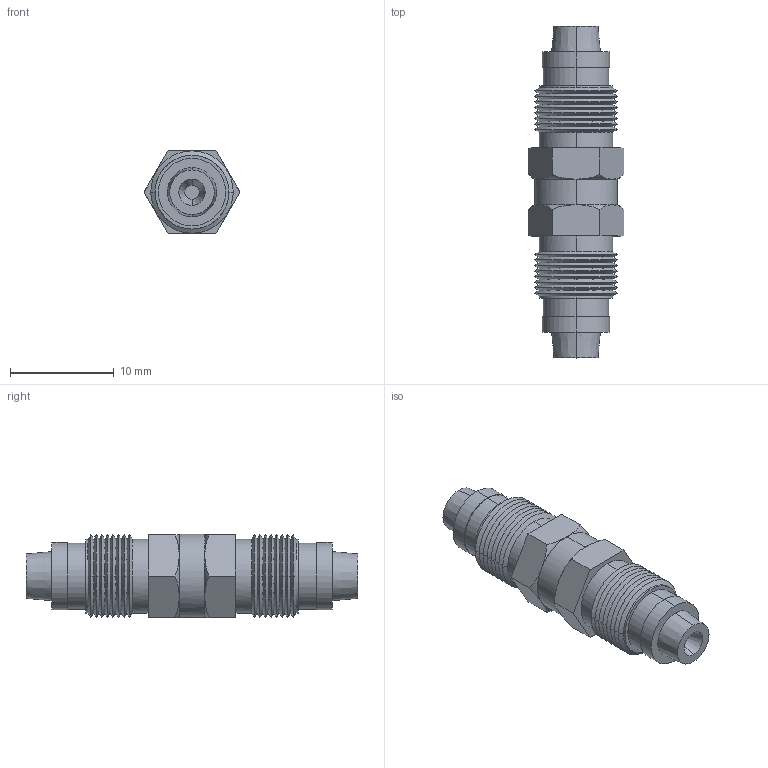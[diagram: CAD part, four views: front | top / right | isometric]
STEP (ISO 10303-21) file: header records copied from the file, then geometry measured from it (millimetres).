
FILE_DESCRIPTION (( 'STEP AP203' ), '1' );
FILE_NAME ('AXA-FMEJFMEJ.STEP', '2010-11-10T21:52:16', ( 'x' ), ( 'Microsoft' ), 'SwSTEP 2.0', 'SolidWorks 2010', '' );
FILE_SCHEMA (( 'CONFIG_CONTROL_DESIGN' ));
Length unit declared in the file: inch
Products named in the file (1): AXA-FMEJFMEJ
Bounding box: 9.24 x 32 x 8.01 mm (x, y, z)
Volume: 1251 mm3; surface area: 1023.4 mm2
Topology: 1 solids, 3 shells, 150 faces, 354 edges, 220 vertices
Faces by surface type: cone 72, plane 40, cylinder 26, torus 12
Entity records: 4821 total; most frequent: CARTESIAN_POINT 1267, DIRECTION 760, ORIENTED_EDGE 708, EDGE_CURVE 354, AXIS2_PLACEMENT_3D 309, VERTEX_POINT 220, EDGE_LOOP 160, CIRCLE 158
